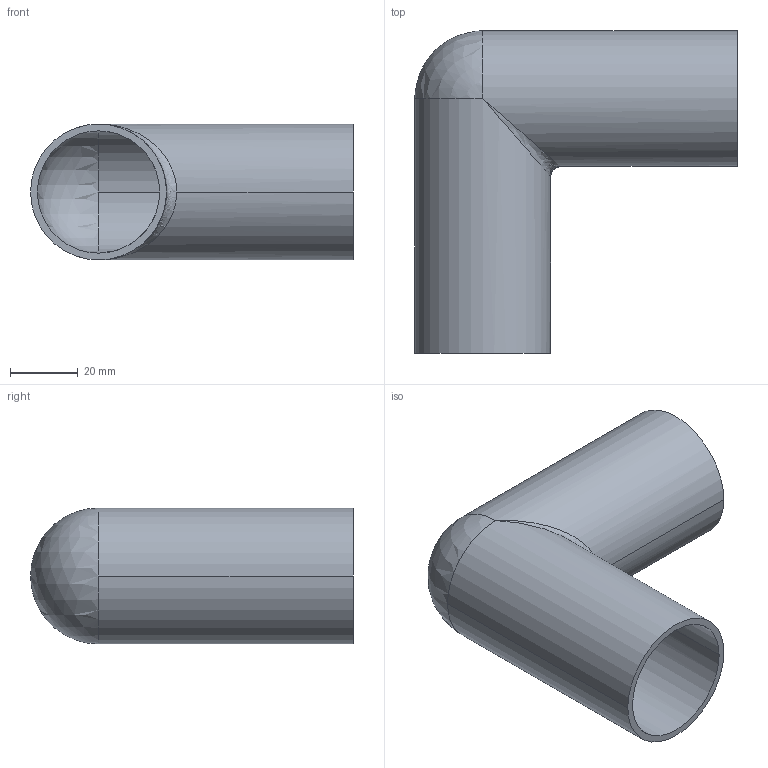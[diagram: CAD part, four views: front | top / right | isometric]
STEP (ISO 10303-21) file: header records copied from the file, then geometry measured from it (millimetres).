
FILE_DESCRIPTION(('STEP AP214'),'1');
FILE_NAME('tmp0.stp','2020-02-20T15:15:15',(' '),(' '),'Spatial InterOp 3D',' ',' ');
FILE_SCHEMA(('automotive_design'));
Length unit declared in the file: millimetre
Products named in the file (1): 1
Bounding box: 95 x 95 x 40 mm (x, y, z)
Volume: 35198.7 mm3; surface area: 35614.3 mm2
Topology: 1 solids, 1 shells, 14 faces, 40 edges, 20 vertices
Faces by surface type: cylinder 8, bspline 2, sphere 2, plane 2
Entity records: 1493 total; most frequent: CARTESIAN_POINT 1017, DIRECTION 82, ORIENTED_EDGE 64, AXIS2_PLACEMENT_3D 37, EDGE_CURVE 32, VERTEX_POINT 20, EDGE_LOOP 16, CIRCLE 16
